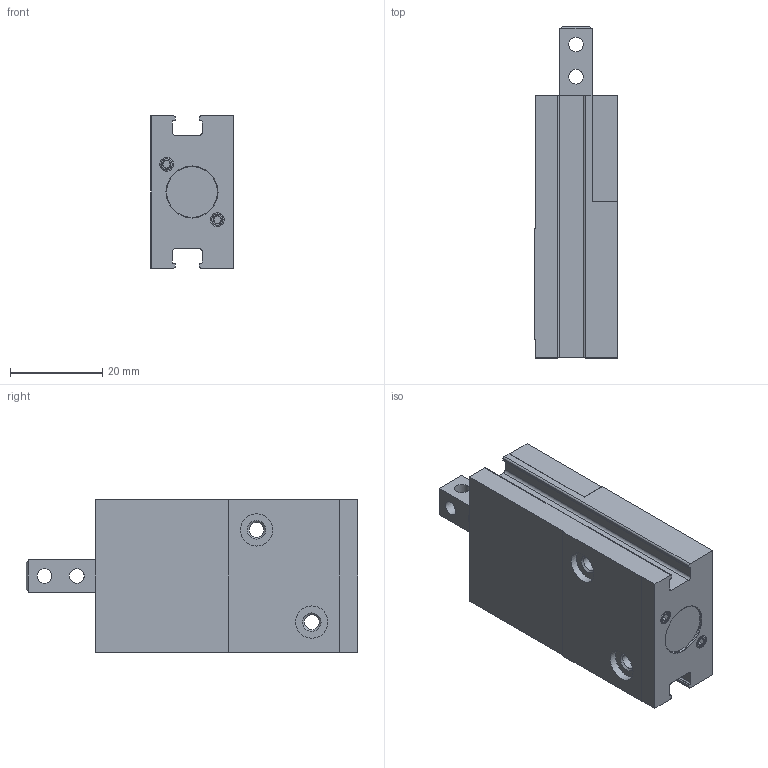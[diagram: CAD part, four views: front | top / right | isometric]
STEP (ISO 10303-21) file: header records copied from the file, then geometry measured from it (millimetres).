
FILE_DESCRIPTION(/* description */ ('STEP AP214'),/* implementation_level */ '2;1');
FILE_NAME(/* name */ '2095359_HPVS-10-10-A',/* time_stamp */ '2024-08-21T16:15:41+02:00',/* author */ ('License CC BY-ND 4.0'),/* organization */ ('CADENAS'),/* preprocessor_version */ 'ST-DEVELOPER v19.3',/* originating_system */ 'PARTsolutions',/* authorisation */ ' ');
FILE_SCHEMA (('AUTOMOTIVE_DESIGN {1 0 10303 214 3 1 1}'));
Length unit declared in the file: millimetre
Products named in the file (4): 2095359 HPVS-10-10-A---(0_0); 2095359 HPVS-10-10-A_z---(10); DIN-913 - M3x4; 2095359 HPVS-10-10-A_kst
Assembly tree (4 placements, depth 2):
  2095359 HPVS-10-10-A---(0_0)
    2095359 HPVS-10-10-A_z---(10)
    DIN-913 - M3x4  x2
    2095359 HPVS-10-10-A_kst
Bounding box: 18 x 72 x 33 mm (x, y, z)
Volume: 29382.8 mm3; surface area: 13346.9 mm2
Topology: 4 solids, 4 shells, 170 faces, 402 edges, 251 vertices
Faces by surface type: plane 91, cylinder 43, cone 36
Full cylindrical faces by diameter (mm): 2.459 x2, 3 x2, 3.2 x8, 3.242 x2, 4.134 x2, 6 x2, 6.8 x2, 7 x4, 11 x1, 14 x2
Entity records: 4276 total; most frequent: CARTESIAN_POINT 753, DIRECTION 720, ORIENTED_EDGE 632, EDGE_CURVE 316, AXIS2_PLACEMENT_3D 265, VERTEX_POINT 226, FACE_BOUND 224, EDGE_LOOP 220
